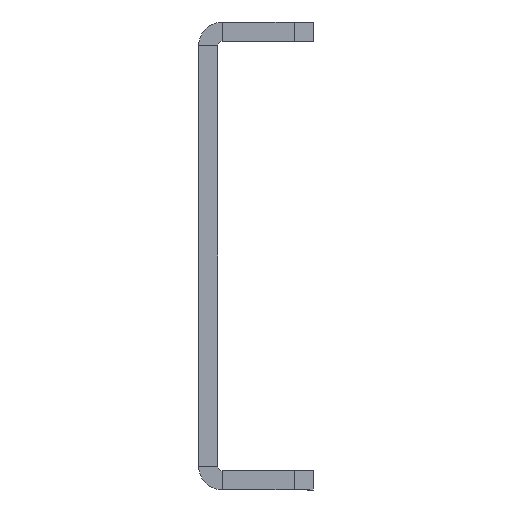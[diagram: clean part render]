
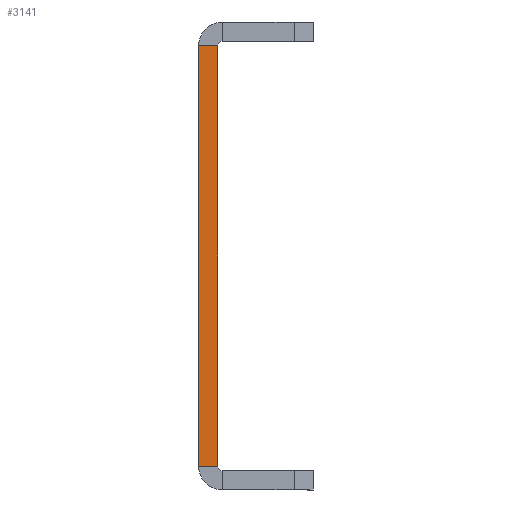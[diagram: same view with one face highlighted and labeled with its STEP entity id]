
A CAD part, left-side view. The second image highlights one B-rep face of the part: STEP entity #3141.
In plain terms, the highlighted planar face has unit normal (-1, 0, 0).
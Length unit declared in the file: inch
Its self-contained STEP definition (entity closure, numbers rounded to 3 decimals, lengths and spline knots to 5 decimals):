
#4 = LINE ( 'NONE', #3431, #5517 ) ;
#213 = LINE ( 'NONE', #4908, #4944 ) ;
#250 = LINE ( 'NONE', #791, #610 ) ;
#325 = EDGE_CURVE ( 'NONE', #2865, #4516, #213, .T. ) ;
#347 = CARTESIAN_POINT ( 'NONE',  ( 0., 0., -2.75 ) ) ;
#610 = VECTOR ( 'NONE', #2961, 39.37008 ) ;
#763 = VERTEX_POINT ( 'NONE', #347 ) ;
#791 = CARTESIAN_POINT ( 'NONE',  ( 0., 0., -2.75 ) ) ;
#858 = CARTESIAN_POINT ( 'NONE',  ( 0., 0.125, -2.75 ) ) ;
#1380 = VECTOR ( 'NONE', #2552, 39.37008 ) ;
#1418 = CARTESIAN_POINT ( 'NONE',  ( 0., 0.125, 0. ) ) ;
#1527 = DIRECTION ( 'NONE',  ( 1., 0., 0. ) ) ;
#1541 = CARTESIAN_POINT ( 'NONE',  ( 0., 0.125, 0. ) ) ;
#1952 = ORIENTED_EDGE ( 'NONE', *, *, #325, .T. ) ;
#2029 = VERTEX_POINT ( 'NONE', #858 ) ;
#2258 = PLANE ( 'NONE',  #4747 ) ;
#2440 = ORIENTED_EDGE ( 'NONE', *, *, #3679, .T. ) ;
#2475 = LINE ( 'NONE', #1541, #1380 ) ;
#2552 = DIRECTION ( 'NONE',  ( 0., 0., 1. ) ) ;
#2734 = EDGE_CURVE ( 'NONE', #2029, #4516, #2475, .T. ) ;
#2865 = VERTEX_POINT ( 'NONE', #3802 ) ;
#2871 = DIRECTION ( 'NONE',  ( 0., 1., 0. ) ) ;
#2961 = DIRECTION ( 'NONE',  ( 0., 0., 1. ) ) ;
#3141 = ADVANCED_FACE ( 'NONE', ( #5499 ), #2258, .F. ) ;
#3308 = ORIENTED_EDGE ( 'NONE', *, *, #5493, .F. ) ;
#3431 = CARTESIAN_POINT ( 'NONE',  ( 0., 0.125, -2.75 ) ) ;
#3620 = CARTESIAN_POINT ( 'NONE',  ( 0., 0.125, 0. ) ) ;
#3679 = EDGE_CURVE ( 'NONE', #763, #2865, #250, .T. ) ;
#3802 = CARTESIAN_POINT ( 'NONE',  ( 0., 0., 0. ) ) ;
#3857 = DIRECTION ( 'NONE',  ( 0., 1., 0. ) ) ;
#4275 = EDGE_LOOP ( 'NONE', ( #3308, #2440, #1952, #5413 ) ) ;
#4497 = DIRECTION ( 'NONE',  ( 0., 0., 1. ) ) ;
#4516 = VERTEX_POINT ( 'NONE', #3620 ) ;
#4747 = AXIS2_PLACEMENT_3D ( 'NONE', #1418, #1527, #4497 ) ;
#4908 = CARTESIAN_POINT ( 'NONE',  ( 0., 0.125, 0. ) ) ;
#4944 = VECTOR ( 'NONE', #2871, 39.37008 ) ;
#5413 = ORIENTED_EDGE ( 'NONE', *, *, #2734, .F. ) ;
#5493 = EDGE_CURVE ( 'NONE', #763, #2029, #4, .T. ) ;
#5499 = FACE_OUTER_BOUND ( 'NONE', #4275, .T. ) ;
#5517 = VECTOR ( 'NONE', #3857, 39.37008 ) ;
